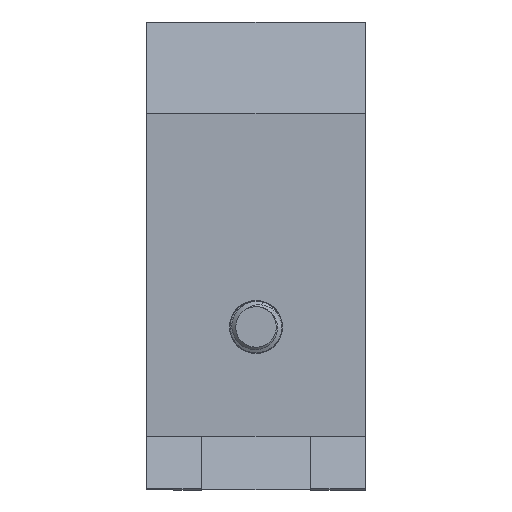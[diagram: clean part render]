
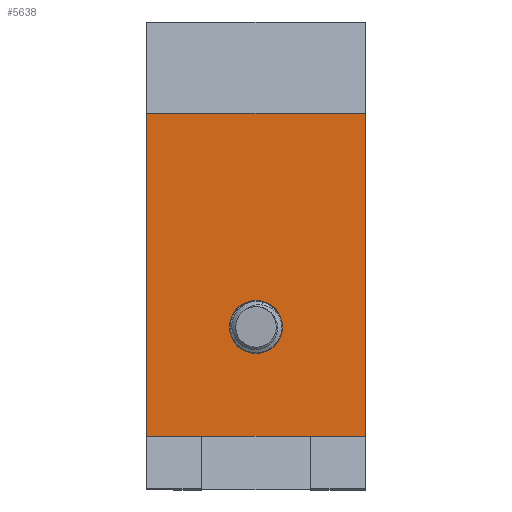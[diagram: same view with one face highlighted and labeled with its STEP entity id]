
A CAD part, front view. The second image highlights one B-rep face of the part: STEP entity #5638.
In plain terms, the highlighted planar face has unit normal (0, -1, 0).
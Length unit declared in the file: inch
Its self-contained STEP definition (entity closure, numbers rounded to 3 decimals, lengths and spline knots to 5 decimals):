
#145 = LINE ( 'NONE', #3981, #8461 ) ;
#170 = CARTESIAN_POINT ( 'NONE',  ( -0.5, 0., 0.73765 ) ) ;
#220 = ORIENTED_EDGE ( 'NONE', *, *, #9076, .T. ) ;
#328 = ORIENTED_EDGE ( 'NONE', *, *, #3635, .F. ) ;
#505 = VERTEX_POINT ( 'NONE', #5669 ) ;
#627 = AXIS2_PLACEMENT_3D ( 'NONE', #7954, #6958, #4164 ) ;
#635 = DIRECTION ( 'NONE',  ( 0., 0., -1. ) ) ;
#696 = DIRECTION ( 'NONE',  ( -1., 0., 0. ) ) ;
#1607 = DIRECTION ( 'NONE',  ( -1., 0., 0. ) ) ;
#1833 = VERTEX_POINT ( 'NONE', #5112 ) ;
#1920 = EDGE_CURVE ( 'NONE', #8740, #505, #145, .T. ) ;
#2189 = VECTOR ( 'NONE', #1607, 39.37008 ) ;
#2436 = VECTOR ( 'NONE', #635, 39.37008 ) ;
#3040 = VERTEX_POINT ( 'NONE', #9133 ) ;
#3635 = EDGE_CURVE ( 'NONE', #9895, #505, #6356, .T. ) ;
#3731 = CARTESIAN_POINT ( 'NONE',  ( 0., 0., -0.23765 ) ) ;
#3981 = CARTESIAN_POINT ( 'NONE',  ( -0.5, 0., 0. ) ) ;
#4090 = PLANE ( 'NONE',  #7372 ) ;
#4164 = DIRECTION ( 'NONE',  ( 0., 0., 1. ) ) ;
#4647 = VERTEX_POINT ( 'NONE', #10612 ) ;
#4944 = AXIS2_PLACEMENT_3D ( 'NONE', #3731, #6490, #10302 ) ;
#4981 = VECTOR ( 'NONE', #696, 39.37008 ) ;
#5112 = CARTESIAN_POINT ( 'NONE',  ( 0., 0., -0.35865 ) ) ;
#5494 = EDGE_CURVE ( 'NONE', #4647, #8740, #9335, .T. ) ;
#5638 = ADVANCED_FACE ( 'NONE', ( #10656, #6754 ), #4090, .F. ) ;
#5669 = CARTESIAN_POINT ( 'NONE',  ( -0.5, 0., -0.73765 ) ) ;
#5956 = CARTESIAN_POINT ( 'NONE',  ( 0.5, 0., 0. ) ) ;
#5983 = ORIENTED_EDGE ( 'NONE', *, *, #6979, .F. ) ;
#6037 = ORIENTED_EDGE ( 'NONE', *, *, #6674, .T. ) ;
#6356 = LINE ( 'NONE', #10171, #2189 ) ;
#6490 = DIRECTION ( 'NONE',  ( 0., 1., 0. ) ) ;
#6516 = CARTESIAN_POINT ( 'NONE',  ( 0.5, 0., 0.73765 ) ) ;
#6674 = EDGE_CURVE ( 'NONE', #3040, #1833, #8405, .T. ) ;
#6754 = FACE_OUTER_BOUND ( 'NONE', #6964, .T. ) ;
#6958 = DIRECTION ( 'NONE',  ( 0., 1., 0. ) ) ;
#6964 = EDGE_LOOP ( 'NONE', ( #10036, #328, #5983, #7942 ) ) ;
#6979 = EDGE_CURVE ( 'NONE', #4647, #9895, #11988, .T. ) ;
#7372 = AXIS2_PLACEMENT_3D ( 'NONE', #5956, #9827, #10576 ) ;
#7784 = DIRECTION ( 'NONE',  ( 0., 0., -1. ) ) ;
#7868 = CARTESIAN_POINT ( 'NONE',  ( 0.5, 0., -0.73765 ) ) ;
#7942 = ORIENTED_EDGE ( 'NONE', *, *, #5494, .T. ) ;
#7954 = CARTESIAN_POINT ( 'NONE',  ( 0., 0., -0.23765 ) ) ;
#8128 = CIRCLE ( 'NONE', #4944, 0.121 ) ;
#8198 = CARTESIAN_POINT ( 'NONE',  ( 0.5, 0., 0. ) ) ;
#8405 = CIRCLE ( 'NONE', #627, 0.121 ) ;
#8461 = VECTOR ( 'NONE', #7784, 39.37008 ) ;
#8740 = VERTEX_POINT ( 'NONE', #170 ) ;
#9076 = EDGE_CURVE ( 'NONE', #1833, #3040, #8128, .T. ) ;
#9133 = CARTESIAN_POINT ( 'NONE',  ( 0., 0., -0.11665 ) ) ;
#9335 = LINE ( 'NONE', #6516, #4981 ) ;
#9827 = DIRECTION ( 'NONE',  ( 0., 1., 0. ) ) ;
#9895 = VERTEX_POINT ( 'NONE', #7868 ) ;
#10036 = ORIENTED_EDGE ( 'NONE', *, *, #1920, .T. ) ;
#10171 = CARTESIAN_POINT ( 'NONE',  ( 0.5, 0., -0.73765 ) ) ;
#10302 = DIRECTION ( 'NONE',  ( 0., 0., 1. ) ) ;
#10576 = DIRECTION ( 'NONE',  ( 0., 0., 1. ) ) ;
#10612 = CARTESIAN_POINT ( 'NONE',  ( 0.5, 0., 0.73765 ) ) ;
#10656 = FACE_BOUND ( 'NONE', #11719, .T. ) ;
#11719 = EDGE_LOOP ( 'NONE', ( #6037, #220 ) ) ;
#11988 = LINE ( 'NONE', #8198, #2436 ) ;
